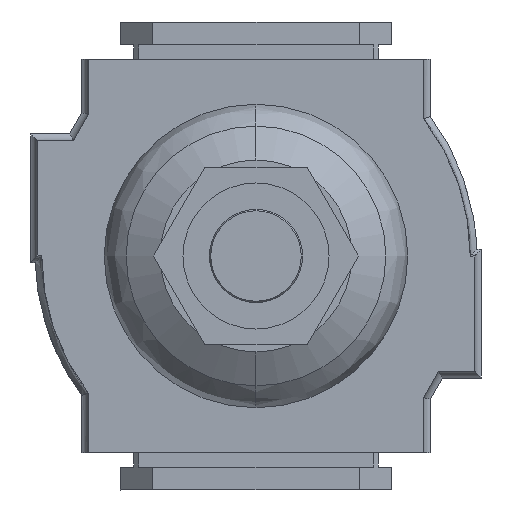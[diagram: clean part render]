
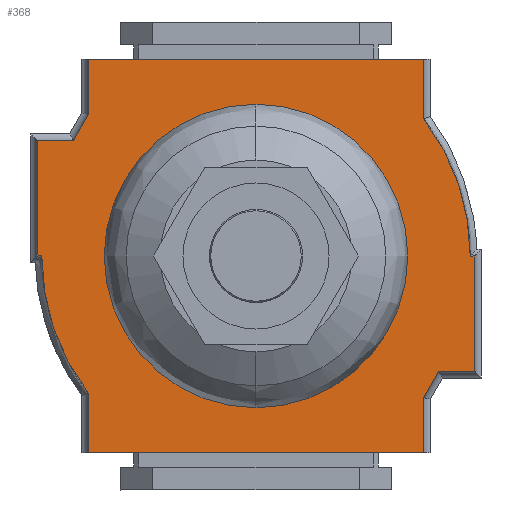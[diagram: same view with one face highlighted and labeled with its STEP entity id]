
A CAD part, front view. The second image highlights one B-rep face of the part: STEP entity #368.
In plain terms, the highlighted face is planar.
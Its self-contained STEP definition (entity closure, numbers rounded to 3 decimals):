
#24 = ORIENTED_EDGE ( 'NONE', *, *, #2919, .F. ) ;
#45 = VECTOR ( 'NONE', #420, 1000. ) ;
#222 = CARTESIAN_POINT ( 'NONE',  ( 18., 30.9, 21.125 ) ) ;
#250 = AXIS2_PLACEMENT_3D ( 'NONE', #2977, #3837, #4276 ) ;
#264 = CARTESIAN_POINT ( 'NONE',  ( 18., 30.9, -21.125 ) ) ;
#300 = VERTEX_POINT ( 'NONE', #3631 ) ;
#316 = LINE ( 'NONE', #2464, #4580 ) ;
#335 = CARTESIAN_POINT ( 'NONE',  ( 18., 30.9, 15.2 ) ) ;
#348 = CARTESIAN_POINT ( 'NONE',  ( -1.2, 30.9, 0. ) ) ;
#368 = ADVANCED_FACE ( 'NONE', ( #1537 ), #2772, .T. ) ;
#381 = CARTESIAN_POINT ( 'NONE',  ( 23.5, 30.9, 0. ) ) ;
#408 = DIRECTION ( 'NONE',  ( -1., 0., 0. ) ) ;
#420 = DIRECTION ( 'NONE',  ( 0., 0., 1. ) ) ;
#492 = VECTOR ( 'NONE', #1145, 1000. ) ;
#544 = CARTESIAN_POINT ( 'NONE',  ( 18., 30.9, 15.2 ) ) ;
#596 = ORIENTED_EDGE ( 'NONE', *, *, #1774, .F. ) ;
#633 = CARTESIAN_POINT ( 'NONE',  ( 23.5, 30.9, 0. ) ) ;
#672 = EDGE_CURVE ( 'NONE', #1218, #3388, #1227, .T. ) ;
#715 = LINE ( 'NONE', #3244, #3438 ) ;
#746 = EDGE_CURVE ( 'NONE', #5201, #300, #316, .T. ) ;
#779 = CARTESIAN_POINT ( 'NONE',  ( -18., 30.9, 21.125 ) ) ;
#797 = CARTESIAN_POINT ( 'NONE',  ( 19.6, 30.9, 12.4 ) ) ;
#841 = CARTESIAN_POINT ( 'NONE',  ( 1.2, 30.9, 0. ) ) ;
#854 = DIRECTION ( 'NONE',  ( -0.496, 0., 0.868 ) ) ;
#866 = DIRECTION ( 'NONE',  ( 1., 0., 0. ) ) ;
#912 = EDGE_CURVE ( 'NONE', #300, #1360, #4343, .T. ) ;
#948 = EDGE_CURVE ( 'NONE', #1360, #3277, #3819, .T. ) ;
#949 = CARTESIAN_POINT ( 'NONE',  ( -23.5, 30.9, -12.4 ) ) ;
#964 = VERTEX_POINT ( 'NONE', #3790 ) ;
#1118 = CARTESIAN_POINT ( 'NONE',  ( 23.5, 30.9, 12.4 ) ) ;
#1141 = ORIENTED_EDGE ( 'NONE', *, *, #1702, .F. ) ;
#1145 = DIRECTION ( 'NONE',  ( 0., 0., 1. ) ) ;
#1218 = VERTEX_POINT ( 'NONE', #1531 ) ;
#1227 = LINE ( 'NONE', #779, #1415 ) ;
#1231 = CARTESIAN_POINT ( 'NONE',  ( -18., 30.9, -15.2 ) ) ;
#1242 = CARTESIAN_POINT ( 'NONE',  ( -19.6, 30.9, -12.4 ) ) ;
#1271 = VERTEX_POINT ( 'NONE', #2241 ) ;
#1360 = VERTEX_POINT ( 'NONE', #544 ) ;
#1415 = VECTOR ( 'NONE', #5173, 1000. ) ;
#1416 = CARTESIAN_POINT ( 'NONE',  ( 18., 30.9, 21.125 ) ) ;
#1429 = AXIS2_PLACEMENT_3D ( 'NONE', #348, #5177, #866 ) ;
#1488 = LINE ( 'NONE', #381, #1627 ) ;
#1498 = LINE ( 'NONE', #3128, #2907 ) ;
#1525 = EDGE_CURVE ( 'NONE', #3704, #3500, #2939, .T. ) ;
#1531 = CARTESIAN_POINT ( 'NONE',  ( -18., 30.9, 21.125 ) ) ;
#1537 = FACE_OUTER_BOUND ( 'NONE', #4792, .T. ) ;
#1572 = EDGE_CURVE ( 'NONE', #2670, #5108, #3686, .T. ) ;
#1587 = CARTESIAN_POINT ( 'NONE',  ( 18., 30.9, -14.731 ) ) ;
#1627 = VECTOR ( 'NONE', #3832, 1000. ) ;
#1702 = EDGE_CURVE ( 'NONE', #1271, #2508, #2136, .T. ) ;
#1774 = EDGE_CURVE ( 'NONE', #5054, #1271, #1498, .T. ) ;
#1828 = CARTESIAN_POINT ( 'NONE',  ( -23., 30.9, 0. ) ) ;
#1947 = LINE ( 'NONE', #222, #4618 ) ;
#2011 = ORIENTED_EDGE ( 'NONE', *, *, #948, .F. ) ;
#2136 = LINE ( 'NONE', #3372, #5476 ) ;
#2241 = CARTESIAN_POINT ( 'NONE',  ( -23.5, 30.9, 0. ) ) ;
#2330 = ORIENTED_EDGE ( 'NONE', *, *, #672, .F. ) ;
#2374 = DIRECTION ( 'NONE',  ( 0.496, 0., -0.868 ) ) ;
#2386 = CARTESIAN_POINT ( 'NONE',  ( -18., 30.9, -21.125 ) ) ;
#2415 = ORIENTED_EDGE ( 'NONE', *, *, #3532, .F. ) ;
#2427 = ORIENTED_EDGE ( 'NONE', *, *, #3183, .F. ) ;
#2438 = AXIS2_PLACEMENT_3D ( 'NONE', #841, #4300, #408 ) ;
#2460 = EDGE_CURVE ( 'NONE', #3500, #4805, #5523, .T. ) ;
#2464 = CARTESIAN_POINT ( 'NONE',  ( 23.5, 30.9, 12.4 ) ) ;
#2495 = CARTESIAN_POINT ( 'NONE',  ( -23.5, 30.9, -12.4 ) ) ;
#2508 = VERTEX_POINT ( 'NONE', #2495 ) ;
#2670 = VERTEX_POINT ( 'NONE', #2792 ) ;
#2677 = CARTESIAN_POINT ( 'NONE',  ( -18., 30.9, -15.2 ) ) ;
#2679 = DIRECTION ( 'NONE',  ( -1., 0., 0. ) ) ;
#2772 = PLANE ( 'NONE',  #250 ) ;
#2773 = CIRCLE ( 'NONE', #1429, 24.2 ) ;
#2792 = CARTESIAN_POINT ( 'NONE',  ( 18., 30.9, -21.125 ) ) ;
#2862 = VECTOR ( 'NONE', #3978, 1000. ) ;
#2907 = VECTOR ( 'NONE', #2679, 1000. ) ;
#2919 = EDGE_CURVE ( 'NONE', #3277, #1218, #1947, .T. ) ;
#2939 = LINE ( 'NONE', #4680, #3331 ) ;
#2975 = DIRECTION ( 'NONE',  ( 0., 0., -1. ) ) ;
#2977 = CARTESIAN_POINT ( 'NONE',  ( 0., 30.9, 0. ) ) ;
#3128 = CARTESIAN_POINT ( 'NONE',  ( -23., 30.9, 0. ) ) ;
#3139 = EDGE_CURVE ( 'NONE', #5432, #5201, #1488, .T. ) ;
#3183 = EDGE_CURVE ( 'NONE', #3388, #5054, #3705, .T. ) ;
#3199 = CARTESIAN_POINT ( 'NONE',  ( -18., 30.9, -21.125 ) ) ;
#3244 = CARTESIAN_POINT ( 'NONE',  ( 23., 30.9, 0. ) ) ;
#3277 = VERTEX_POINT ( 'NONE', #1416 ) ;
#3331 = VECTOR ( 'NONE', #2374, 1000. ) ;
#3372 = CARTESIAN_POINT ( 'NONE',  ( -23.5, 30.9, 0. ) ) ;
#3388 = VERTEX_POINT ( 'NONE', #4656 ) ;
#3438 = VECTOR ( 'NONE', #5014, 1000. ) ;
#3500 = VERTEX_POINT ( 'NONE', #2677 ) ;
#3527 = ORIENTED_EDGE ( 'NONE', *, *, #1572, .F. ) ;
#3532 = EDGE_CURVE ( 'NONE', #964, #5432, #715, .T. ) ;
#3605 = VECTOR ( 'NONE', #2975, 1000. ) ;
#3631 = CARTESIAN_POINT ( 'NONE',  ( 19.6, 30.9, 12.4 ) ) ;
#3638 = ORIENTED_EDGE ( 'NONE', *, *, #1525, .F. ) ;
#3686 = LINE ( 'NONE', #264, #492 ) ;
#3704 = VERTEX_POINT ( 'NONE', #1242 ) ;
#3705 = CIRCLE ( 'NONE', #2438, 24.2 ) ;
#3790 = CARTESIAN_POINT ( 'NONE',  ( 23., 30.9, 0. ) ) ;
#3819 = LINE ( 'NONE', #335, #45 ) ;
#3832 = DIRECTION ( 'NONE',  ( 0., 0., 1. ) ) ;
#3837 = DIRECTION ( 'NONE',  ( 0., 1., 0. ) ) ;
#3863 = DIRECTION ( 'NONE',  ( 0., 0., -1. ) ) ;
#3968 = ORIENTED_EDGE ( 'NONE', *, *, #912, .F. ) ;
#3978 = DIRECTION ( 'NONE',  ( 1., 0., 0. ) ) ;
#4085 = ORIENTED_EDGE ( 'NONE', *, *, #4996, .F. ) ;
#4211 = DIRECTION ( 'NONE',  ( -1., 0., 0. ) ) ;
#4276 = DIRECTION ( 'NONE',  ( 0., 0., 1. ) ) ;
#4300 = DIRECTION ( 'NONE',  ( 0., -1., 0. ) ) ;
#4314 = VECTOR ( 'NONE', #854, 1000. ) ;
#4343 = LINE ( 'NONE', #797, #4314 ) ;
#4580 = VECTOR ( 'NONE', #4211, 1000. ) ;
#4618 = VECTOR ( 'NONE', #4981, 1000. ) ;
#4656 = CARTESIAN_POINT ( 'NONE',  ( -18., 30.9, 14.731 ) ) ;
#4680 = CARTESIAN_POINT ( 'NONE',  ( -19.6, 30.9, -12.4 ) ) ;
#4740 = ORIENTED_EDGE ( 'NONE', *, *, #3139, .F. ) ;
#4792 = EDGE_LOOP ( 'NONE', ( #2415, #5094, #3527, #4085, #5292, #3638, #5280, #1141, #596, #2427, #2330, #24, #2011, #3968, #5122, #4740 ) ) ;
#4805 = VERTEX_POINT ( 'NONE', #2386 ) ;
#4868 = VECTOR ( 'NONE', #4884, 1000. ) ;
#4884 = DIRECTION ( 'NONE',  ( 1., 0., 0. ) ) ;
#4981 = DIRECTION ( 'NONE',  ( -1., 0., 0. ) ) ;
#4996 = EDGE_CURVE ( 'NONE', #4805, #2670, #5262, .T. ) ;
#5014 = DIRECTION ( 'NONE',  ( 1., 0., 0. ) ) ;
#5054 = VERTEX_POINT ( 'NONE', #1828 ) ;
#5060 = EDGE_CURVE ( 'NONE', #2508, #3704, #5317, .T. ) ;
#5094 = ORIENTED_EDGE ( 'NONE', *, *, #5289, .F. ) ;
#5108 = VERTEX_POINT ( 'NONE', #1587 ) ;
#5122 = ORIENTED_EDGE ( 'NONE', *, *, #746, .F. ) ;
#5173 = DIRECTION ( 'NONE',  ( 0., 0., -1. ) ) ;
#5177 = DIRECTION ( 'NONE',  ( 0., -1., 0. ) ) ;
#5201 = VERTEX_POINT ( 'NONE', #1118 ) ;
#5262 = LINE ( 'NONE', #3199, #4868 ) ;
#5280 = ORIENTED_EDGE ( 'NONE', *, *, #5060, .F. ) ;
#5289 = EDGE_CURVE ( 'NONE', #5108, #964, #2773, .T. ) ;
#5292 = ORIENTED_EDGE ( 'NONE', *, *, #2460, .F. ) ;
#5317 = LINE ( 'NONE', #949, #2862 ) ;
#5432 = VERTEX_POINT ( 'NONE', #633 ) ;
#5476 = VECTOR ( 'NONE', #3863, 1000. ) ;
#5523 = LINE ( 'NONE', #1231, #3605 ) ;
